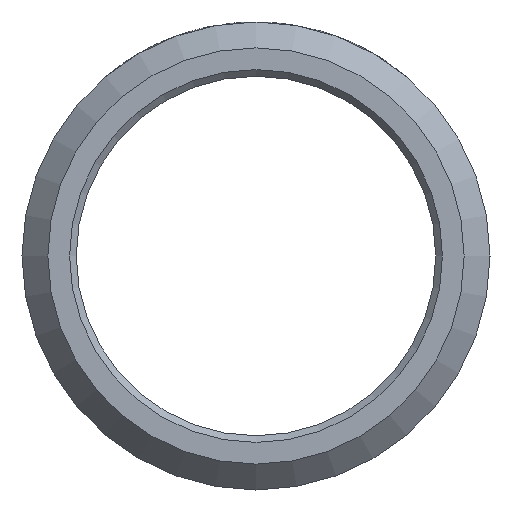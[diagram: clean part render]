
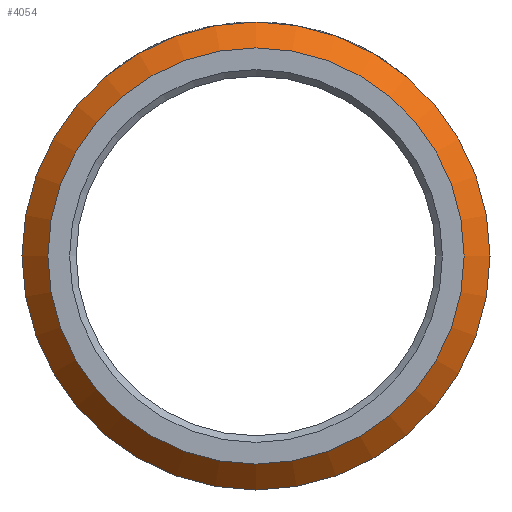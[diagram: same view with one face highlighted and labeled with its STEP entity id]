
A CAD part, left-side view. The second image highlights one B-rep face of the part: STEP entity #4054.
In plain terms, the highlighted conical face has half-angle 45 degrees and reference radius 10.48 mm.
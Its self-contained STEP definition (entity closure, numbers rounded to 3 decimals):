
#475 = CARTESIAN_POINT ( 'NONE',  ( 0., 0., 9.32 ) ) ;
#952 = CARTESIAN_POINT ( 'NONE',  ( 1.16, 0., 0. ) ) ;
#2010 = ORIENTED_EDGE ( 'NONE', *, *, #8514, .F. ) ;
#2016 = FACE_OUTER_BOUND ( 'NONE', #9904, .T. ) ;
#2539 = ORIENTED_EDGE ( 'NONE', *, *, #10138, .T. ) ;
#3241 = AXIS2_PLACEMENT_3D ( 'NONE', #11961, #11099, #11005 ) ;
#4054 = ADVANCED_FACE ( 'NONE', ( #4823, #2016 ), #4496, .T. ) ;
#4213 = DIRECTION ( 'NONE',  ( 1., 0., 0. ) ) ;
#4496 = CONICAL_SURFACE ( 'NONE', #11711, 10.48, 0.785 ) ;
#4823 = FACE_BOUND ( 'NONE', #11905, .T. ) ;
#6941 = CIRCLE ( 'NONE', #9557, 10.48 ) ;
#7521 = VERTEX_POINT ( 'NONE', #475 ) ;
#7850 = CARTESIAN_POINT ( 'NONE',  ( 1.16, 0., 10.48 ) ) ;
#8514 = EDGE_CURVE ( 'NONE', #7521, #7521, #10845, .T. ) ;
#8663 = DIRECTION ( 'NONE',  ( -1., 0., 0. ) ) ;
#9557 = AXIS2_PLACEMENT_3D ( 'NONE', #11809, #8663, #9597 ) ;
#9561 = DIRECTION ( 'NONE',  ( 0., 0., -1. ) ) ;
#9597 = DIRECTION ( 'NONE',  ( 0., 0., 1. ) ) ;
#9904 = EDGE_LOOP ( 'NONE', ( #2539 ) ) ;
#10138 = EDGE_CURVE ( 'NONE', #12832, #12832, #6941, .T. ) ;
#10845 = CIRCLE ( 'NONE', #3241, 9.32 ) ;
#11005 = DIRECTION ( 'NONE',  ( 0., 0., 1. ) ) ;
#11099 = DIRECTION ( 'NONE',  ( -1., 0., 0. ) ) ;
#11711 = AXIS2_PLACEMENT_3D ( 'NONE', #952, #4213, #9561 ) ;
#11809 = CARTESIAN_POINT ( 'NONE',  ( 1.16, 0., 0. ) ) ;
#11905 = EDGE_LOOP ( 'NONE', ( #2010 ) ) ;
#11961 = CARTESIAN_POINT ( 'NONE',  ( 0., 0., 0. ) ) ;
#12832 = VERTEX_POINT ( 'NONE', #7850 ) ;
